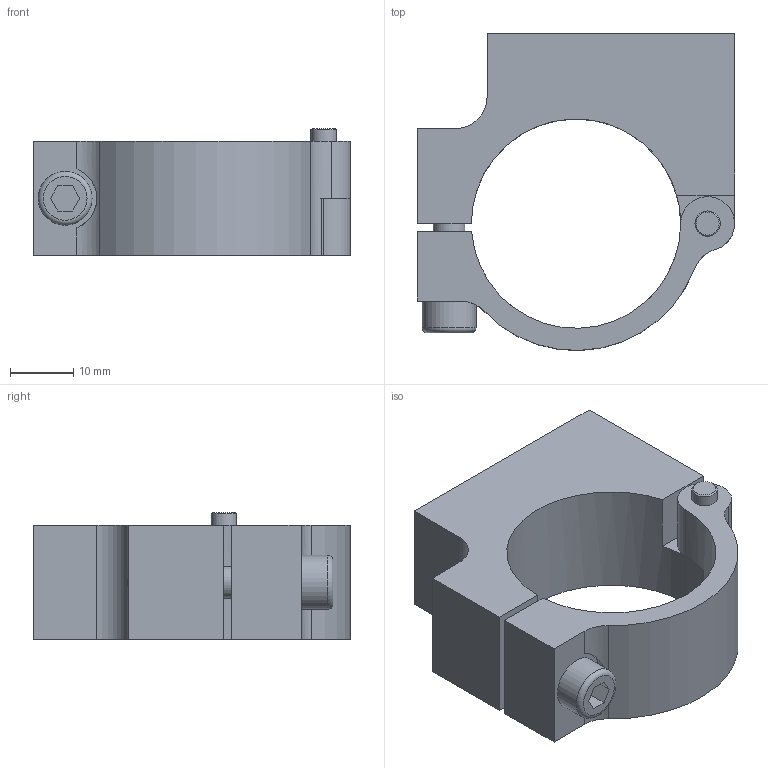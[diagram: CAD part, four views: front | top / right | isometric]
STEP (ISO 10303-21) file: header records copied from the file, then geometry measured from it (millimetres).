
FILE_DESCRIPTION(/* description */ ('Unknown','CAx-IF Rec.Pracs.---Representation and Presentation of Product Manufacturing Information (PMI)---4.0---2014-10-13','CAx-IF Rec.Pracs.---3D Tessellated Geometry---0.4---2014-09-14','2;1'),/* implementation_level */ '2;1');
FILE_NAME(/* name */ '502823_Klemmring_ecoPEN330_450',/* time_stamp */ '2024-02-22T12:53:55+01:00',/* author */ ('Unknown'),/* organization */ ('Unknown'),/* preprocessor_version */ 'ST-DEVELOPER v16.7',/* originating_system */ 'Solid Edge',/* authorisation */ 'Unknown');
FILE_SCHEMA (('AP242_MANAGED_MODEL_BASED_3D_ENGINEERING_MIM_LF { 1 0 10303 442 1 1 4 }'));
Length unit declared in the file: millimetre
Products named in the file (6): 502823_Klemmring_ecoPEN330_450; S00300_R2_Klemmschelle_kpl_ecoPEN330_450; S00302_R1; S00303_R1_Klemmschelle; DIN912 M5 x 20; DIN7_4m6x20
Assembly tree (5 placements, depth 3):
  502823_Klemmring_ecoPEN330_450
    S00300_R2_Klemmschelle_kpl_ecoPEN330_450
      S00302_R1
      S00303_R1_Klemmschelle
      DIN912 M5 x 20
      DIN7_4m6x20
Bounding box: 50 x 49.99 x 20 mm (x, y, z)
Volume: 21448 mm3; surface area: 9815.4 mm2
Topology: 4 solids, 4 shells, 64 faces, 158 edges, 103 vertices
Faces by surface type: plane 31, cylinder 25, cone 7, torus 1
Full cylindrical faces by diameter (mm): 2.459 x8, 4 x3, 4.134 x2, 5 x1, 5.5 x1, 8.5 x1
Entity records: 2153 total; most frequent: DIRECTION 312, CARTESIAN_POINT 302, ORIENTED_EDGE 246, EDGE_CURVE 123, AXIS2_PLACEMENT_3D 121, FACE_BOUND 101, EDGE_LOOP 97, VERTEX_POINT 96
